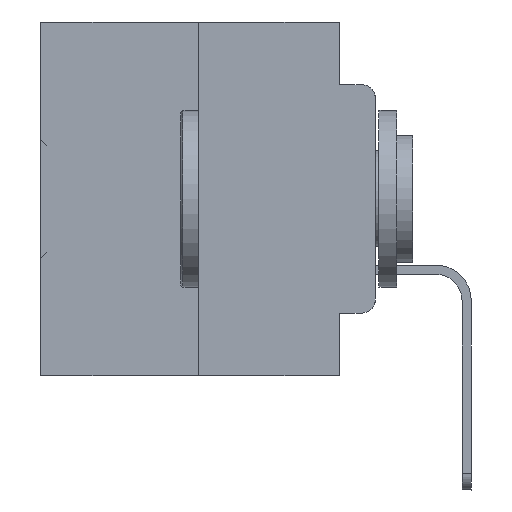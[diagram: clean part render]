
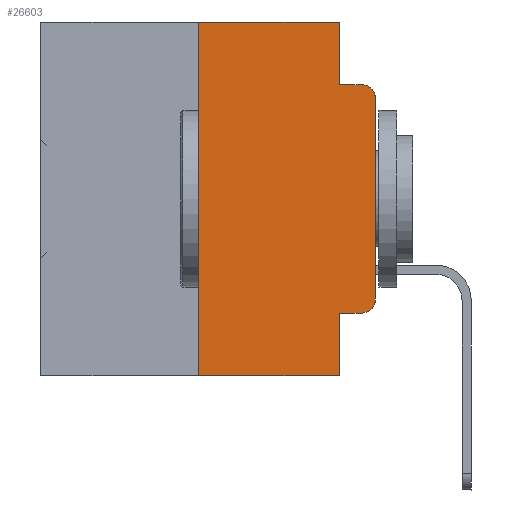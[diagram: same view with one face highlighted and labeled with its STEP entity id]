
A CAD part, left-side view. The second image highlights one B-rep face of the part: STEP entity #26603.
In plain terms, the highlighted planar face has unit normal (-1, 0, 0).
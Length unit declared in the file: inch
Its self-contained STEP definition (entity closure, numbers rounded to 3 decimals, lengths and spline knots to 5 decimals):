
#83 = CARTESIAN_POINT ( 'NONE',  ( 0., 0.02, -0.3915 ) ) ;
#350 = CARTESIAN_POINT ( 'NONE',  ( 0., 0.02, -0.4115 ) ) ;
#444 = DIRECTION ( 'NONE',  ( 0., -1., 0. ) ) ;
#771 = ORIENTED_EDGE ( 'NONE', *, *, #26327, .T. ) ;
#819 = CARTESIAN_POINT ( 'NONE',  ( 0., 0.051, -0.0885 ) ) ;
#1146 = ORIENTED_EDGE ( 'NONE', *, *, #8095, .T. ) ;
#1638 = DIRECTION ( 'NONE',  ( -1., 0., 0. ) ) ;
#2422 = LINE ( 'NONE', #12483, #31487 ) ;
#2429 = CARTESIAN_POINT ( 'NONE',  ( 0., 0., -0.3915 ) ) ;
#3209 = VERTEX_POINT ( 'NONE', #6080 ) ;
#4231 = VERTEX_POINT ( 'NONE', #2429 ) ;
#4405 = EDGE_CURVE ( 'NONE', #31801, #4231, #33099, .T. ) ;
#4545 = VERTEX_POINT ( 'NONE', #17560 ) ;
#6062 = VERTEX_POINT ( 'NONE', #16809 ) ;
#6080 = CARTESIAN_POINT ( 'NONE',  ( 0., 0.051, -0.0885 ) ) ;
#6103 = CARTESIAN_POINT ( 'NONE',  ( 0., 0.473, -0.5 ) ) ;
#6614 = DIRECTION ( 'NONE',  ( 0., -1., 0. ) ) ;
#7701 = DIRECTION ( 'NONE',  ( 0., 0., -1. ) ) ;
#7713 = FACE_OUTER_BOUND ( 'NONE', #12416, .T. ) ;
#8095 = EDGE_CURVE ( 'NONE', #19367, #6062, #27983, .T. ) ;
#8770 = LINE ( 'NONE', #21719, #14094 ) ;
#9649 = DIRECTION ( 'NONE',  ( 0., 0., 1. ) ) ;
#9768 = DIRECTION ( 'NONE',  ( 0., 0., -1. ) ) ;
#9923 = ORIENTED_EDGE ( 'NONE', *, *, #10315, .F. ) ;
#10315 = EDGE_CURVE ( 'NONE', #23650, #22162, #30788, .T. ) ;
#10346 = DIRECTION ( 'NONE',  ( 1., 0., 0. ) ) ;
#11313 = DIRECTION ( 'NONE',  ( -1., 0., 0. ) ) ;
#11868 = VECTOR ( 'NONE', #29607, 39.37008 ) ;
#12416 = EDGE_LOOP ( 'NONE', ( #35859, #1146, #18689, #30933, #9923, #19483, #771, #19248, #23900, #18986 ) ) ;
#12483 = CARTESIAN_POINT ( 'NONE',  ( 0., 0.25, 0. ) ) ;
#13039 = VECTOR ( 'NONE', #444, 39.37008 ) ;
#13333 = AXIS2_PLACEMENT_3D ( 'NONE', #83, #11313, #14123 ) ;
#13335 = CARTESIAN_POINT ( 'NONE',  ( 0., 0.25, 0. ) ) ;
#14094 = VECTOR ( 'NONE', #7701, 39.37008 ) ;
#14123 = DIRECTION ( 'NONE',  ( 0., 0., -1. ) ) ;
#14474 = CARTESIAN_POINT ( 'NONE',  ( 0., 0.051, -0.4115 ) ) ;
#14480 = VERTEX_POINT ( 'NONE', #14474 ) ;
#15196 = CARTESIAN_POINT ( 'NONE',  ( 0., 0., 0. ) ) ;
#15333 = DIRECTION ( 'NONE',  ( 0., 0., 1. ) ) ;
#15363 = EDGE_CURVE ( 'NONE', #4231, #19367, #29458, .T. ) ;
#15385 = EDGE_CURVE ( 'NONE', #14480, #27553, #18031, .T. ) ;
#15501 = CARTESIAN_POINT ( 'NONE',  ( 0., 0.473, 0. ) ) ;
#15680 = AXIS2_PLACEMENT_3D ( 'NONE', #30006, #10346, #16265 ) ;
#16265 = DIRECTION ( 'NONE',  ( 0., 0., -1. ) ) ;
#16809 = CARTESIAN_POINT ( 'NONE',  ( 0., 0.02, -0.0885 ) ) ;
#17560 = CARTESIAN_POINT ( 'NONE',  ( 0., 0.25, -0.5 ) ) ;
#18031 = LINE ( 'NONE', #26619, #28169 ) ;
#18386 = EDGE_CURVE ( 'NONE', #14480, #31801, #29484, .T. ) ;
#18491 = CARTESIAN_POINT ( 'NONE',  ( 0., 0.02, -0.1085 ) ) ;
#18689 = ORIENTED_EDGE ( 'NONE', *, *, #27048, .F. ) ;
#18986 = ORIENTED_EDGE ( 'NONE', *, *, #4405, .T. ) ;
#19248 = ORIENTED_EDGE ( 'NONE', *, *, #15385, .F. ) ;
#19367 = VERTEX_POINT ( 'NONE', #26956 ) ;
#19483 = ORIENTED_EDGE ( 'NONE', *, *, #35773, .F. ) ;
#21340 = DIRECTION ( 'NONE',  ( 0., 0., -1. ) ) ;
#21719 = CARTESIAN_POINT ( 'NONE',  ( 0., 0.051, 0. ) ) ;
#22033 = AXIS2_PLACEMENT_3D ( 'NONE', #18491, #1638, #21340 ) ;
#22162 = VERTEX_POINT ( 'NONE', #23611 ) ;
#23611 = CARTESIAN_POINT ( 'NONE',  ( 0., 0.051, 0. ) ) ;
#23629 = LINE ( 'NONE', #6103, #13039 ) ;
#23650 = VERTEX_POINT ( 'NONE', #13335 ) ;
#23900 = ORIENTED_EDGE ( 'NONE', *, *, #18386, .T. ) ;
#26327 = EDGE_CURVE ( 'NONE', #4545, #27553, #23629, .T. ) ;
#26427 = VECTOR ( 'NONE', #27293, 39.37008 ) ;
#26603 = ADVANCED_FACE ( 'NONE', ( #7713 ), #30142, .F. ) ;
#26619 = CARTESIAN_POINT ( 'NONE',  ( 0., 0.051, 0. ) ) ;
#26956 = CARTESIAN_POINT ( 'NONE',  ( 0., 0., -0.1085 ) ) ;
#27048 = EDGE_CURVE ( 'NONE', #3209, #6062, #31889, .T. ) ;
#27293 = DIRECTION ( 'NONE',  ( 0., -1., 0. ) ) ;
#27553 = VERTEX_POINT ( 'NONE', #31551 ) ;
#27983 = CIRCLE ( 'NONE', #22033, 0.02 ) ;
#28169 = VECTOR ( 'NONE', #9768, 39.37008 ) ;
#29458 = LINE ( 'NONE', #15196, #36010 ) ;
#29484 = LINE ( 'NONE', #35985, #26427 ) ;
#29607 = DIRECTION ( 'NONE',  ( 0., -1., 0. ) ) ;
#30006 = CARTESIAN_POINT ( 'NONE',  ( 0., 0.473, 0. ) ) ;
#30142 = PLANE ( 'NONE',  #15680 ) ;
#30788 = LINE ( 'NONE', #15501, #11868 ) ;
#30933 = ORIENTED_EDGE ( 'NONE', *, *, #32174, .F. ) ;
#31487 = VECTOR ( 'NONE', #15333, 39.37008 ) ;
#31551 = CARTESIAN_POINT ( 'NONE',  ( 0., 0.051, -0.5 ) ) ;
#31801 = VERTEX_POINT ( 'NONE', #350 ) ;
#31889 = LINE ( 'NONE', #819, #34966 ) ;
#32174 = EDGE_CURVE ( 'NONE', #22162, #3209, #8770, .T. ) ;
#33099 = CIRCLE ( 'NONE', #13333, 0.02 ) ;
#34966 = VECTOR ( 'NONE', #6614, 39.37008 ) ;
#35773 = EDGE_CURVE ( 'NONE', #4545, #23650, #2422, .T. ) ;
#35859 = ORIENTED_EDGE ( 'NONE', *, *, #15363, .T. ) ;
#35985 = CARTESIAN_POINT ( 'NONE',  ( 0., 0.051, -0.4115 ) ) ;
#36010 = VECTOR ( 'NONE', #9649, 39.37008 ) ;
